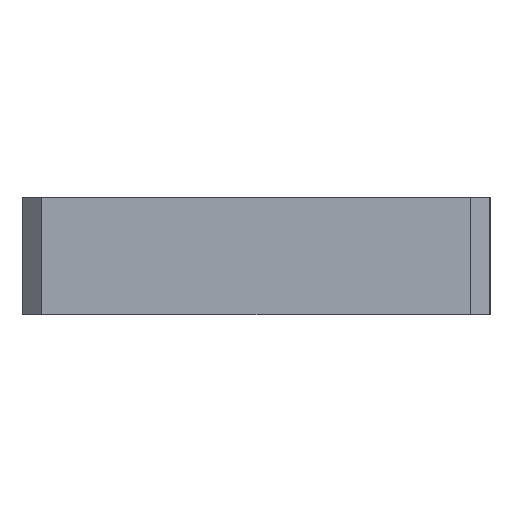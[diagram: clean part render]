
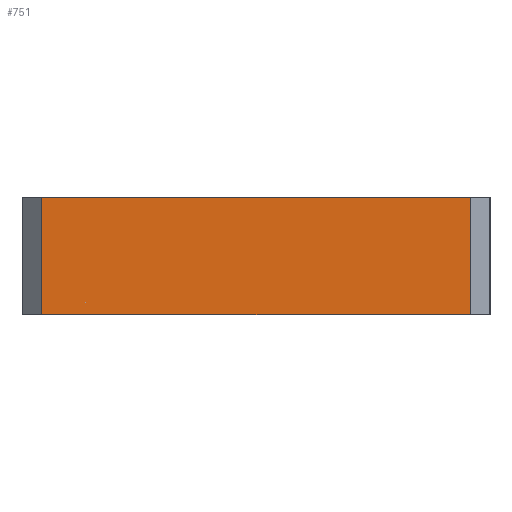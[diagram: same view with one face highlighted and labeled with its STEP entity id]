
A CAD part, left-side view. The second image highlights one B-rep face of the part: STEP entity #751.
In plain terms, the highlighted planar face has unit normal (-1, 0, 0).
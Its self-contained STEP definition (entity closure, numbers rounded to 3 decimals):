
#100 = VECTOR ( 'NONE', #702, 1000. ) ;
#119 = CARTESIAN_POINT ( 'NONE',  ( -9., 5.5, -1.5 ) ) ;
#130 = LINE ( 'NONE', #893, #713 ) ;
#167 = ORIENTED_EDGE ( 'NONE', *, *, #1152, .T. ) ;
#181 = VERTEX_POINT ( 'NONE', #662 ) ;
#206 = CARTESIAN_POINT ( 'NONE',  ( -9., -5.5, 1.5 ) ) ;
#254 = VERTEX_POINT ( 'NONE', #206 ) ;
#263 = VECTOR ( 'NONE', #785, 1000. ) ;
#368 = CARTESIAN_POINT ( 'NONE',  ( -9., -6., 1.5 ) ) ;
#380 = EDGE_CURVE ( 'NONE', #1067, #467, #130, .T. ) ;
#414 = AXIS2_PLACEMENT_3D ( 'NONE', #368, #1196, #1204 ) ;
#420 = LINE ( 'NONE', #1150, #263 ) ;
#427 = EDGE_CURVE ( 'NONE', #181, #254, #420, .T. ) ;
#429 = DIRECTION ( 'NONE',  ( 0., -1., 0. ) ) ;
#453 = EDGE_CURVE ( 'NONE', #467, #254, #638, .T. ) ;
#467 = VERTEX_POINT ( 'NONE', #1156 ) ;
#468 = ORIENTED_EDGE ( 'NONE', *, *, #453, .T. ) ;
#560 = PLANE ( 'NONE',  #414 ) ;
#580 = DIRECTION ( 'NONE',  ( 0., 0., -1. ) ) ;
#638 = LINE ( 'NONE', #710, #100 ) ;
#662 = CARTESIAN_POINT ( 'NONE',  ( -9., 5.5, 1.5 ) ) ;
#702 = DIRECTION ( 'NONE',  ( 0., 0., 1. ) ) ;
#710 = CARTESIAN_POINT ( 'NONE',  ( -9., -5.5, 1.5 ) ) ;
#713 = VECTOR ( 'NONE', #429, 1000. ) ;
#738 = ORIENTED_EDGE ( 'NONE', *, *, #427, .F. ) ;
#745 = LINE ( 'NONE', #1149, #809 ) ;
#751 = ADVANCED_FACE ( 'NONE', ( #807 ), #560, .F. ) ;
#785 = DIRECTION ( 'NONE',  ( 0., -1., 0. ) ) ;
#807 = FACE_OUTER_BOUND ( 'NONE', #823, .T. ) ;
#809 = VECTOR ( 'NONE', #580, 1000. ) ;
#823 = EDGE_LOOP ( 'NONE', ( #1009, #468, #738, #167 ) ) ;
#893 = CARTESIAN_POINT ( 'NONE',  ( -9., -6., -1.5 ) ) ;
#1009 = ORIENTED_EDGE ( 'NONE', *, *, #380, .T. ) ;
#1067 = VERTEX_POINT ( 'NONE', #119 ) ;
#1149 = CARTESIAN_POINT ( 'NONE',  ( -9., 5.5, 1.5 ) ) ;
#1150 = CARTESIAN_POINT ( 'NONE',  ( -9., -6., 1.5 ) ) ;
#1152 = EDGE_CURVE ( 'NONE', #181, #1067, #745, .T. ) ;
#1156 = CARTESIAN_POINT ( 'NONE',  ( -9., -5.5, -1.5 ) ) ;
#1196 = DIRECTION ( 'NONE',  ( 1., 0., 0. ) ) ;
#1204 = DIRECTION ( 'NONE',  ( 0., 0., -1. ) ) ;
